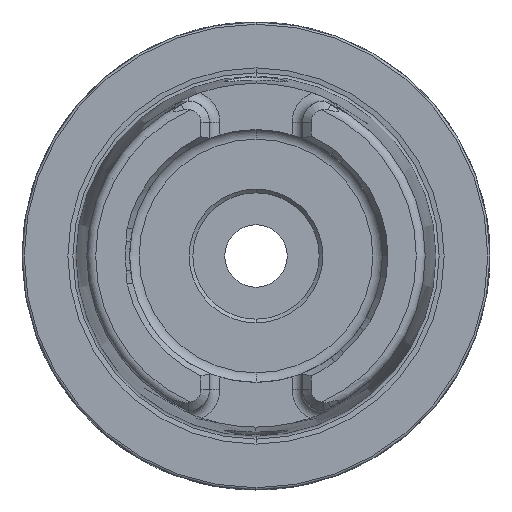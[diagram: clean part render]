
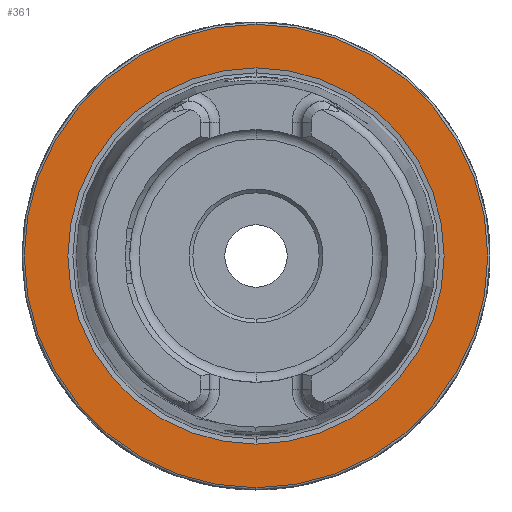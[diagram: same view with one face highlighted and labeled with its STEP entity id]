
A CAD part, left-side view. The second image highlights one B-rep face of the part: STEP entity #361.
In plain terms, the highlighted planar face has unit normal (-1, 0, 0).
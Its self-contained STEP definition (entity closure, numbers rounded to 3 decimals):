
#11 = AXIS2_PLACEMENT_3D ( 'NONE', #6825, #6826, #6781 ) ;
#255 = AXIS2_PLACEMENT_3D ( 'NONE', #2927, #2928, #2929 ) ;
#258 = AXIS2_PLACEMENT_3D ( 'NONE', #2938, #2939, #2940 ) ;
#361 = ADVANCED_FACE ( 'NONE', ( #1539, #1538 ), #6808, .F. ) ;
#875 = EDGE_CURVE ( 'NONE', #7591, #7402, #1836, .T. ) ;
#879 = EDGE_CURVE ( 'NONE', #7551, #7577, #1839, .T. ) ;
#1538 = FACE_OUTER_BOUND ( 'NONE', #7319, .T. ) ;
#1539 = FACE_BOUND ( 'NONE', #7334, .T. ) ;
#1836 = CIRCLE ( 'NONE', #255, 31.2 ) ;
#1839 = CIRCLE ( 'NONE', #258, 25.324 ) ;
#2927 = CARTESIAN_POINT ( 'NONE',  ( 0., 0., 0. ) ) ;
#2928 = DIRECTION ( 'NONE',  ( -1., 0., 0. ) ) ;
#2929 = DIRECTION ( 'NONE',  ( 0., 0., 1. ) ) ;
#2938 = CARTESIAN_POINT ( 'NONE',  ( 0., 0., 0. ) ) ;
#2939 = DIRECTION ( 'NONE',  ( -1., 0., 0. ) ) ;
#2940 = DIRECTION ( 'NONE',  ( 0., 0., 1. ) ) ;
#3739 = CIRCLE ( 'NONE', #4678, 25.324 ) ;
#3740 = CIRCLE ( 'NONE', #4679, 31.2 ) ;
#4678 = AXIS2_PLACEMENT_3D ( 'NONE', #6226, #6227, #6228 ) ;
#4679 = AXIS2_PLACEMENT_3D ( 'NONE', #6229, #6230, #6231 ) ;
#4917 = CARTESIAN_POINT ( 'NONE',  ( 0., 0., -31.2 ) ) ;
#5066 = CARTESIAN_POINT ( 'NONE',  ( 0., 0., -25.324 ) ) ;
#5092 = CARTESIAN_POINT ( 'NONE',  ( 0., 0., 25.324 ) ) ;
#5106 = CARTESIAN_POINT ( 'NONE',  ( 0., 0., 31.2 ) ) ;
#5528 = ORIENTED_EDGE ( 'NONE', *, *, #8384, .F. ) ;
#5543 = ORIENTED_EDGE ( 'NONE', *, *, #879, .F. ) ;
#5545 = ORIENTED_EDGE ( 'NONE', *, *, #875, .T. ) ;
#5598 = ORIENTED_EDGE ( 'NONE', *, *, #8385, .T. ) ;
#6226 = CARTESIAN_POINT ( 'NONE',  ( 0., 0., 0. ) ) ;
#6227 = DIRECTION ( 'NONE',  ( -1., 0., 0. ) ) ;
#6228 = DIRECTION ( 'NONE',  ( 0., 0., 1. ) ) ;
#6229 = CARTESIAN_POINT ( 'NONE',  ( 0., 0., 0. ) ) ;
#6230 = DIRECTION ( 'NONE',  ( -1., 0., 0. ) ) ;
#6231 = DIRECTION ( 'NONE',  ( 0., 0., 1. ) ) ;
#6781 = DIRECTION ( 'NONE',  ( 0., 0., -1. ) ) ;
#6808 = PLANE ( 'NONE',  #11 ) ;
#6825 = CARTESIAN_POINT ( 'NONE',  ( 0., 31.2, 0. ) ) ;
#6826 = DIRECTION ( 'NONE',  ( 1., 0., 0. ) ) ;
#7319 = EDGE_LOOP ( 'NONE', ( #5545, #5598 ) ) ;
#7334 = EDGE_LOOP ( 'NONE', ( #5528, #5543 ) ) ;
#7402 = VERTEX_POINT ( 'NONE', #4917 ) ;
#7551 = VERTEX_POINT ( 'NONE', #5066 ) ;
#7577 = VERTEX_POINT ( 'NONE', #5092 ) ;
#7591 = VERTEX_POINT ( 'NONE', #5106 ) ;
#8384 = EDGE_CURVE ( 'NONE', #7577, #7551, #3739, .T. ) ;
#8385 = EDGE_CURVE ( 'NONE', #7402, #7591, #3740, .T. ) ;
